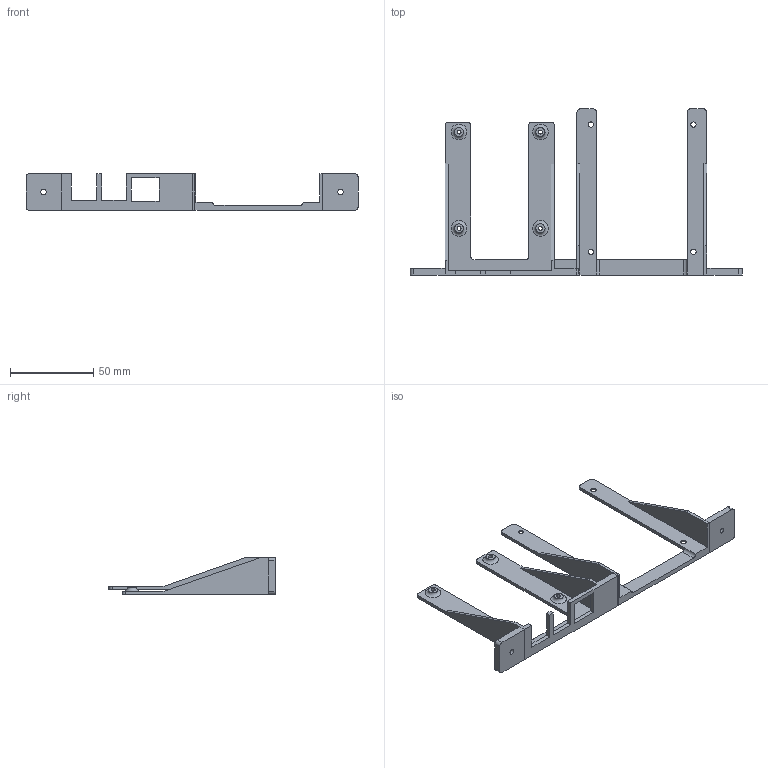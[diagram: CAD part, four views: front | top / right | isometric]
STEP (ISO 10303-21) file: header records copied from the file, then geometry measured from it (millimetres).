
FILE_DESCRIPTION(('HOOPS Exchange Step'),'2;1');
FILE_NAME('temp_export','2025-09-13T18:28:52+02:00',('cb'),('Shapr3D Limited'),'HOOPS Exchange 2025.5','Shapr3D','Authorized');
FILE_SCHEMA( ('AP242_MANAGED_MODEL_BASED_3D_ENGINEERING_MIM_LF {1 0 10303 442 1 1 4}') );
Length unit declared in the file: millimetre
Products named in the file (1): 0.5U-RPi4-SATA
Bounding box: 199.8 x 100 x 22.2 mm (x, y, z)
Volume: 25075.3 mm3; surface area: 25454.2 mm2
Topology: 4 solids, 4 shells, 116 faces, 316 edges, 212 vertices
Faces by surface type: plane 76, cylinder 32, torus 4, cone 4
Full cylindrical faces by diameter (mm): 2.4 x4, 3.2 x4, 3.3 x2, 5.5 x4
Entity records: 3758 total; most frequent: CARTESIAN_POINT 646, DIRECTION 641, ORIENTED_EDGE 632, EDGE_CURVE 316, VECTOR 227, LINE 227, VERTEX_POINT 212, AXIS2_PLACEMENT_3D 207
